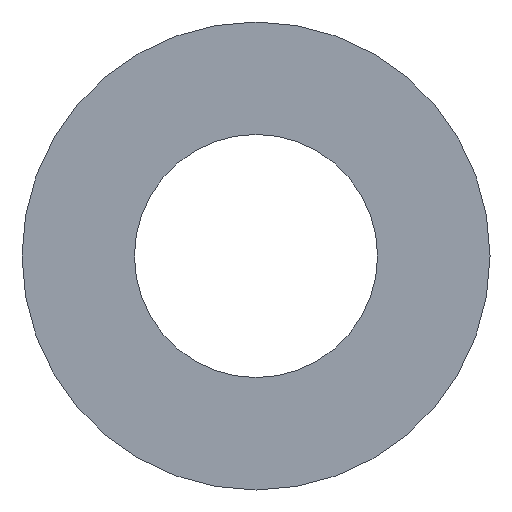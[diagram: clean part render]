
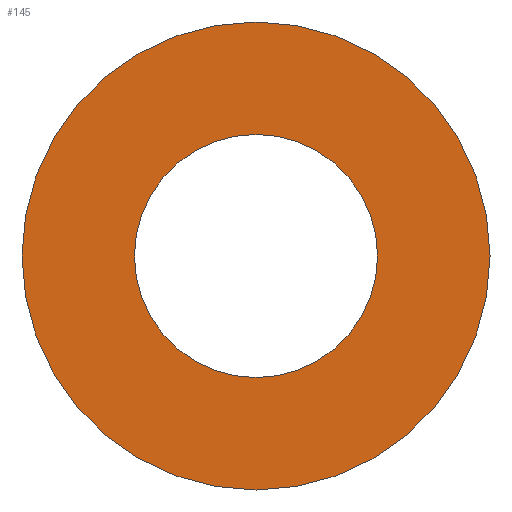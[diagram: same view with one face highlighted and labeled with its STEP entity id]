
A CAD part, front view. The second image highlights one B-rep face of the part: STEP entity #145.
In plain terms, the highlighted planar face has unit normal (0, -1, 0).
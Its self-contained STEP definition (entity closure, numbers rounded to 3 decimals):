
#6 = CARTESIAN_POINT ( 'NONE',  ( 0., 0., 0. ) ) ;
#11 = CARTESIAN_POINT ( 'NONE',  ( 0., 0., -15.5 ) ) ;
#29 = CARTESIAN_POINT ( 'NONE',  ( 0., 0., 0. ) ) ;
#39 = EDGE_CURVE ( 'NONE', #47, #510, #114, .T. ) ;
#47 = VERTEX_POINT ( 'NONE', #414 ) ;
#58 = AXIS2_PLACEMENT_3D ( 'NONE', #29, #382, #195 ) ;
#75 = CIRCLE ( 'NONE', #375, 8.05 ) ;
#90 = CARTESIAN_POINT ( 'NONE',  ( 0., 0., -8.05 ) ) ;
#99 = CARTESIAN_POINT ( 'NONE',  ( 0., 0., 15.5 ) ) ;
#106 = ORIENTED_EDGE ( 'NONE', *, *, #221, .F. ) ;
#114 = CIRCLE ( 'NONE', #403, 8.05 ) ;
#135 = DIRECTION ( 'NONE',  ( 0., 0., 1. ) ) ;
#137 = DIRECTION ( 'NONE',  ( 0., 1., 0. ) ) ;
#145 = ADVANCED_FACE ( 'NONE', ( #236, #516 ), #321, .F. ) ;
#146 = DIRECTION ( 'NONE',  ( 0., -1., 0. ) ) ;
#164 = CARTESIAN_POINT ( 'NONE',  ( 0., 0., 0. ) ) ;
#184 = DIRECTION ( 'NONE',  ( 0., 0., -1. ) ) ;
#189 = EDGE_CURVE ( 'NONE', #494, #380, #507, .T. ) ;
#195 = DIRECTION ( 'NONE',  ( 0., 0., 1. ) ) ;
#201 = AXIS2_PLACEMENT_3D ( 'NONE', #6, #137, #135 ) ;
#221 = EDGE_CURVE ( 'NONE', #510, #47, #75, .T. ) ;
#236 = FACE_OUTER_BOUND ( 'NONE', #309, .T. ) ;
#259 = CARTESIAN_POINT ( 'NONE',  ( 0., 0., 0. ) ) ;
#264 = DIRECTION ( 'NONE',  ( 0., 0., 1. ) ) ;
#283 = CIRCLE ( 'NONE', #201, 15.5 ) ;
#302 = ORIENTED_EDGE ( 'NONE', *, *, #457, .F. ) ;
#308 = DIRECTION ( 'NONE',  ( 0., -1., 0. ) ) ;
#309 = EDGE_LOOP ( 'NONE', ( #302, #496 ) ) ;
#317 = AXIS2_PLACEMENT_3D ( 'NONE', #164, #420, #264 ) ;
#321 = PLANE ( 'NONE',  #317 ) ;
#369 = ORIENTED_EDGE ( 'NONE', *, *, #39, .F. ) ;
#375 = AXIS2_PLACEMENT_3D ( 'NONE', #508, #308, #465 ) ;
#380 = VERTEX_POINT ( 'NONE', #11 ) ;
#382 = DIRECTION ( 'NONE',  ( 0., 1., 0. ) ) ;
#403 = AXIS2_PLACEMENT_3D ( 'NONE', #259, #146, #184 ) ;
#414 = CARTESIAN_POINT ( 'NONE',  ( 0., 0., 8.05 ) ) ;
#420 = DIRECTION ( 'NONE',  ( 0., 1., 0. ) ) ;
#457 = EDGE_CURVE ( 'NONE', #380, #494, #283, .T. ) ;
#465 = DIRECTION ( 'NONE',  ( 0., 0., -1. ) ) ;
#478 = EDGE_LOOP ( 'NONE', ( #369, #106 ) ) ;
#494 = VERTEX_POINT ( 'NONE', #99 ) ;
#496 = ORIENTED_EDGE ( 'NONE', *, *, #189, .F. ) ;
#507 = CIRCLE ( 'NONE', #58, 15.5 ) ;
#508 = CARTESIAN_POINT ( 'NONE',  ( 0., 0., 0. ) ) ;
#510 = VERTEX_POINT ( 'NONE', #90 ) ;
#516 = FACE_BOUND ( 'NONE', #478, .T. ) ;
